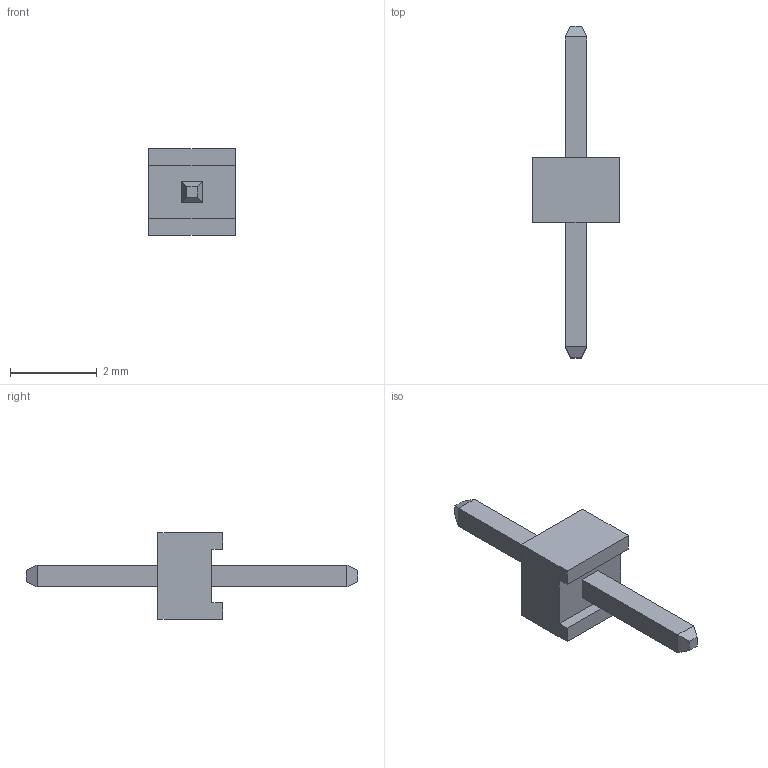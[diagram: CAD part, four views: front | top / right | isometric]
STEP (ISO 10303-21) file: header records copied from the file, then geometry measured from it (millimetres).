
FILE_DESCRIPTION(/* description */ ('STEP AP214'),/* implementation_level */ '2;1');
FILE_NAME(/* name */ 'MTMM-101-03-T-S-120',/* time_stamp */ '2025-01-29T09:39:33+01:00',/* author */ ('License CC BY-ND 4.0'),/* organization */ ('CADENAS'),/* preprocessor_version */ 'ST-DEVELOPER v19.3',/* originating_system */ 'PARTsolutions',/* authorisation */ ' ');
FILE_SCHEMA (('AUTOMOTIVE_DESIGN {1 0 10303 214 3 1 1}'));
Length unit declared in the file: inch
Products named in the file (3): MTMM-101-03-T-S-120; MTMM-101-03-T-S-120_pins; MTMM-101-03-T-S-120_body
Assembly tree (2 placements, depth 2):
  MTMM-101-03-T-S-120
    MTMM-101-03-T-S-120_pins
    MTMM-101-03-T-S-120_body
Bounding box: 2 x 7.67 x 2 mm (x, y, z)
Volume: 7 mm3; surface area: 38.8 mm2
Topology: 2 solids, 2 shells, 36 faces, 88 edges, 56 vertices
Faces by surface type: plane 36
Entity records: 1110 total; most frequent: CARTESIAN_POINT 183, ORIENTED_EDGE 176, DIRECTION 166, EDGE_CURVE 88, LINE 88, VECTOR 88, VERTEX_POINT 56, AXIS2_PLACEMENT_3D 39
